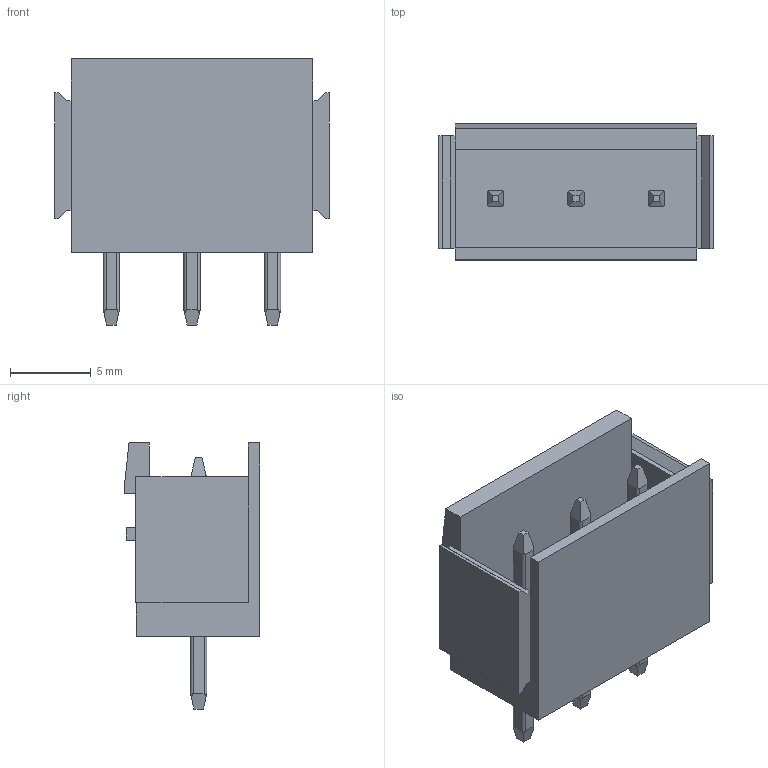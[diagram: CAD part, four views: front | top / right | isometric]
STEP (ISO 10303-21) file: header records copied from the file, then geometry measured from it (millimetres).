
FILE_DESCRIPTION(('CATIA V5 STEP Exchange','CAx-IF Rec.Pracs.--- Model Styling and Organization---1.4--- 2014-01-23'),'2;1');
FILE_NAME ('D1486621_0_1582020000_1582020000.stp','2021-05-14T11:12:49+00:00',('none'),('Weidmueller'),'CATIA Version 5-6 Release 2016 SP3 HF44','CATIA V5 STEP AP214','none');
FILE_SCHEMA(('AUTOMOTIVE_DESIGN { 1 0 10303 214 1 1 1 1 }'));
Length unit declared in the file: millimetre
Products named in the file (1): 1582020000
Bounding box: 17 x 8.43 x 16.5 mm (x, y, z)
Volume: 766.6 mm3; surface area: 1392.1 mm2
Topology: 4 solids, 4 shells, 125 faces, 339 edges, 222 vertices
Faces by surface type: plane 99, cylinder 26
Entity records: 4439 total; most frequent: CARTESIAN_POINT 1309, ORIENTED_EDGE 678, DIRECTION 491, EDGE_CURVE 339, VECTOR 259, LINE 259, VERTEX_POINT 222, AXIS2_PLACEMENT_3D 132
